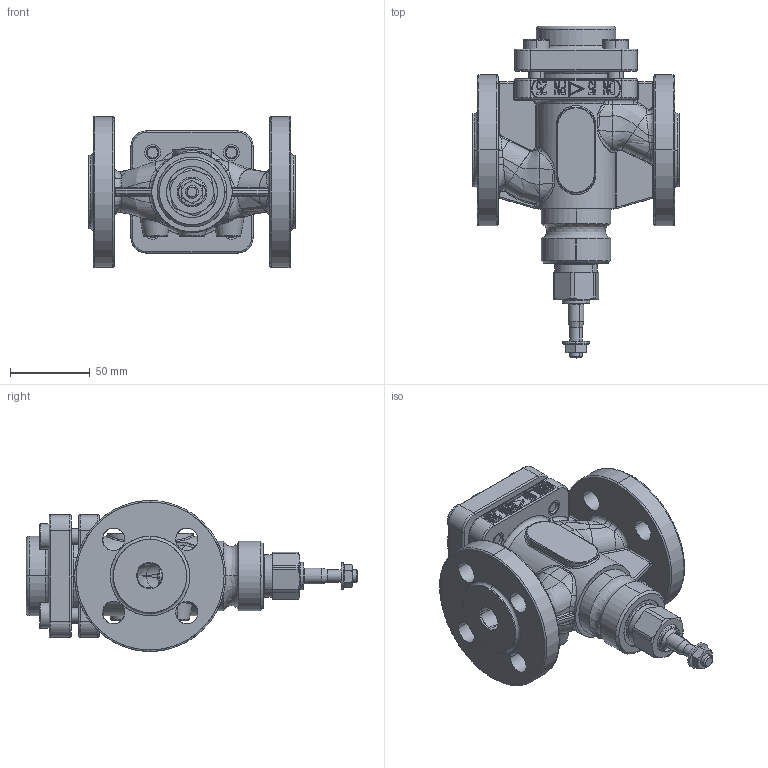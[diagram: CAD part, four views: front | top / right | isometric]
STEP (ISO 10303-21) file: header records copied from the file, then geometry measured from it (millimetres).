
FILE_DESCRIPTION(('CATIA V5 STEP Exchange'),'2;1');
FILE_NAME('VLC125 DN15.stp','2016-09-20T12:04:00+00:00',('none'),('none'),'CATIA Version 5-6 Release 2014 SP4 HF22','CATIA V5 STEP AP203','none');
FILE_SCHEMA(('CONFIG_CONTROL_DESIGN'));
Products named in the file (3): 6217s17; 955-1021s2; 954-1367s1
Assembly tree (18 placements, depth 3):
  6217s17
    955-1021s2
      #65
      #79839
    954-1367s1
      #80994
      #83815  x2
      #83951  x2
      #84388
    #84580
    #84985
    #85154
    #86675  x4
    #87637
Bounding box: 130 x 208.69 x 95 mm (x, y, z)
Volume: 147812.7 mm3; surface area: 149152.4 mm2
Topology: 15 solids, 1051 shells, 1453 faces, 6241 edges, 5879 vertices
Faces by surface type: plane 613, cylinder 310, bspline 288, revolution 87, torus 78, cone 77
Entity records: 88064 total; most frequent: CARTESIAN_POINT 44336, ORIENTED_EDGE 6656, DIRECTION 6312, EDGE_CURVE 5972, VERTEX_POINT 5706, VECTOR 3364, LINE 3364, AXIS2_PLACEMENT_3D 1928
